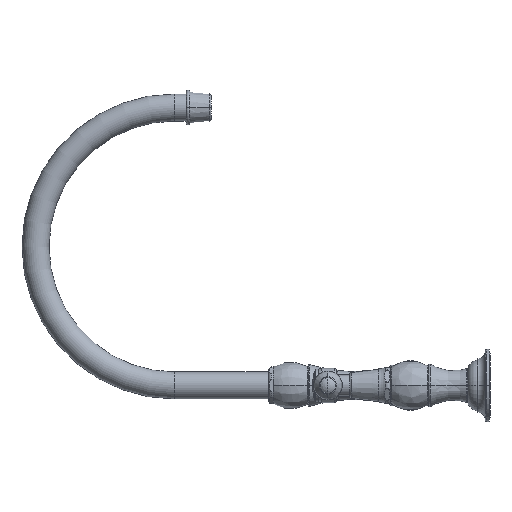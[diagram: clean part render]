
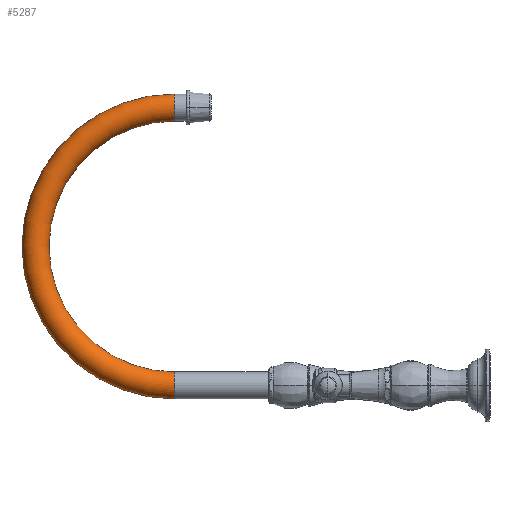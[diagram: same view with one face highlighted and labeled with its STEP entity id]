
A CAD part, left-side view. The second image highlights one B-rep face of the part: STEP entity #5287.
In plain terms, the highlighted toroidal (fillet/blend) face has major radius 114.3 mm and minor radius 11.113 mm.
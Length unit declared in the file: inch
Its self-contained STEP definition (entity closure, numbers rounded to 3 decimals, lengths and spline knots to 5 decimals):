
#318=CARTESIAN_POINT('',(0.,7.6412,4.5));
#319=DIRECTION('',(-1.,0.,0.));
#320=DIRECTION('',(0.,0.,1.));
#321=AXIS2_PLACEMENT_3D('',#318,#319,#320);
#326=CARTESIAN_POINT('',(0.,7.6412,9.));
#327=DIRECTION('',(0.,1.,0.));
#328=DIRECTION('',(0.,0.,-1.));
#329=AXIS2_PLACEMENT_3D('',#326,#327,#328);
#334=CARTESIAN_POINT('',(0.,7.6412,4.5));
#335=DIRECTION('',(-1.,0.,0.));
#336=DIRECTION('',(0.,0.,1.));
#337=AXIS2_PLACEMENT_3D('',#334,#335,#336);
#342=CARTESIAN_POINT('',(0.,7.6412,0.));
#343=DIRECTION('',(0.,-1.,0.));
#344=DIRECTION('',(0.,0.,1.));
#345=AXIS2_PLACEMENT_3D('',#342,#343,#344);
#4834=CARTESIAN_POINT('',(0.,7.6412,8.5625));
#4835=CARTESIAN_POINT('',(0.,7.6412,9.4375));
#4836=VERTEX_POINT('',#4834);
#4837=VERTEX_POINT('',#4835);
#4838=CARTESIAN_POINT('',(0.,7.6412,0.4375));
#4839=CARTESIAN_POINT('',(0.,7.6412,-0.4375));
#4840=VERTEX_POINT('',#4838);
#4841=VERTEX_POINT('',#4839);
#5275=CARTESIAN_POINT('',(0.,7.6412,4.5));
#5276=DIRECTION('',(-1.,0.,0.));
#5277=DIRECTION('',(0.,0.,-1.));
#5278=AXIS2_PLACEMENT_3D('',#5275,#5276,#5277);
#5279=TOROIDAL_SURFACE('',#5278,4.5,0.4375);
#5280=ORIENTED_EDGE('',*,*,#5204,.F.);
#5281=ORIENTED_EDGE('',*,*,#5258,.T.);
#5283=ORIENTED_EDGE('',*,*,#5282,.T.);
#5284=ORIENTED_EDGE('',*,*,#5254,.F.);
#5285=EDGE_LOOP('',(#5280,#5281,#5283,#5284));
#5286=FACE_OUTER_BOUND('',#5285,.F.);
#322=CIRCLE('',#321,4.9375);
#330=CIRCLE('',#329,0.4375);
#338=CIRCLE('',#337,4.0625);
#346=CIRCLE('',#345,0.4375);
#5204=EDGE_CURVE('',#4836,#4837,#330,.T.);
#5254=EDGE_CURVE('',#4837,#4841,#322,.T.);
#5258=EDGE_CURVE('',#4836,#4840,#338,.T.);
#5282=EDGE_CURVE('',#4840,#4841,#346,.T.);
#5287=ADVANCED_FACE('',(#5286),#5279,.T.);
